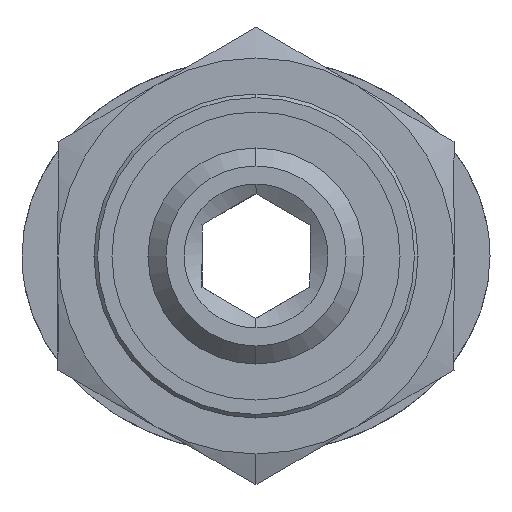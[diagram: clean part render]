
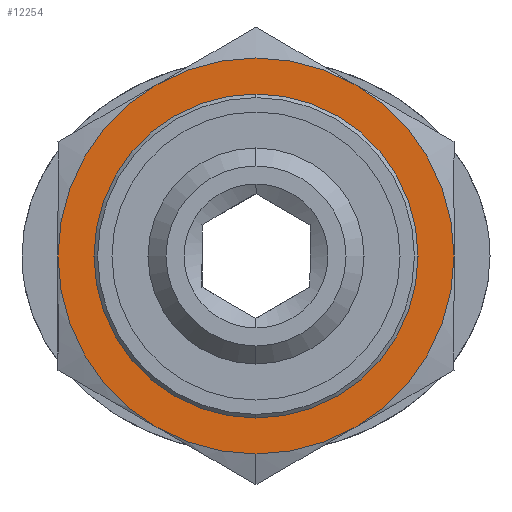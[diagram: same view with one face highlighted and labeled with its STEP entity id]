
A CAD part, left-side view. The second image highlights one B-rep face of the part: STEP entity #12254.
In plain terms, the highlighted planar face has unit normal (-1, 0, 0).
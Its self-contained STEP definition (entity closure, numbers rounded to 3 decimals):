
#179 = VERTEX_POINT ( 'NONE', #8409 ) ;
#513 = EDGE_CURVE ( 'NONE', #9660, #1829, #7733, .T. ) ;
#1128 = EDGE_CURVE ( 'NONE', #8874, #5065, #2469, .T. ) ;
#1233 = CIRCLE ( 'NONE', #8049, 5.5 ) ;
#1251 = EDGE_CURVE ( 'NONE', #4881, #6007, #1233, .T. ) ;
#1294 = DIRECTION ( 'NONE',  ( 0., 0., -1. ) ) ;
#1308 = ORIENTED_EDGE ( 'NONE', *, *, #1251, .F. ) ;
#1703 = CARTESIAN_POINT ( 'NONE',  ( 17.247, 17.287, -0.68 ) ) ;
#1829 = VERTEX_POINT ( 'NONE', #5964 ) ;
#2213 = CARTESIAN_POINT ( 'NONE',  ( 17.247, 17.287, -0.68 ) ) ;
#2303 = AXIS2_PLACEMENT_3D ( 'NONE', #2704, #12043, #13095 ) ;
#2469 = CIRCLE ( 'NONE', #3957, 5.5 ) ;
#2474 = AXIS2_PLACEMENT_3D ( 'NONE', #1703, #10808, #3720 ) ;
#2704 = CARTESIAN_POINT ( 'NONE',  ( 17.247, 17.287, -0.68 ) ) ;
#2930 = AXIS2_PLACEMENT_3D ( 'NONE', #6596, #6511, #11818 ) ;
#2973 = ORIENTED_EDGE ( 'NONE', *, *, #11757, .F. ) ;
#3140 = CARTESIAN_POINT ( 'NONE',  ( 17.247, 17.287, -0.68 ) ) ;
#3269 = DIRECTION ( 'NONE',  ( 1., 0., 0. ) ) ;
#3471 = DIRECTION ( 'NONE',  ( 0., 0., -1. ) ) ;
#3591 = DIRECTION ( 'NONE',  ( 0., 0., -1. ) ) ;
#3599 = FACE_OUTER_BOUND ( 'NONE', #4079, .T. ) ;
#3720 = DIRECTION ( 'NONE',  ( 0., 0., -1. ) ) ;
#3777 = VERTEX_POINT ( 'NONE', #5554 ) ;
#3860 = AXIS2_PLACEMENT_3D ( 'NONE', #2213, #3269, #9300 ) ;
#3957 = AXIS2_PLACEMENT_3D ( 'NONE', #10632, #11586, #1294 ) ;
#4077 = CARTESIAN_POINT ( 'NONE',  ( 17.247, 22.787, -0.68 ) ) ;
#4079 = EDGE_LOOP ( 'NONE', ( #7730, #8977, #1308, #7470, #5644, #7193, #2973 ) ) ;
#4223 = DIRECTION ( 'NONE',  ( 1., 0., 0. ) ) ;
#4278 = EDGE_LOOP ( 'NONE', ( #11129, #8570 ) ) ;
#4438 = EDGE_CURVE ( 'NONE', #3777, #13153, #5132, .T. ) ;
#4463 = CIRCLE ( 'NONE', #3860, 5.5 ) ;
#4524 = CARTESIAN_POINT ( 'NONE',  ( 17.247, 17.287, -0.68 ) ) ;
#4881 = VERTEX_POINT ( 'NONE', #4077 ) ;
#4936 = EDGE_CURVE ( 'NONE', #179, #3777, #4463, .T. ) ;
#5057 = CIRCLE ( 'NONE', #2474, 5.5 ) ;
#5065 = VERTEX_POINT ( 'NONE', #10447 ) ;
#5132 = CIRCLE ( 'NONE', #12027, 5.5 ) ;
#5554 = CARTESIAN_POINT ( 'NONE',  ( 17.247, 17.287, -6.18 ) ) ;
#5644 = ORIENTED_EDGE ( 'NONE', *, *, #4438, .F. ) ;
#5893 = DIRECTION ( 'NONE',  ( 1., 0., 0. ) ) ;
#5904 = CARTESIAN_POINT ( 'NONE',  ( 17.247, 17.287, 3.82 ) ) ;
#5964 = CARTESIAN_POINT ( 'NONE',  ( 17.247, 17.287, -5.18 ) ) ;
#6007 = VERTEX_POINT ( 'NONE', #9986 ) ;
#6511 = DIRECTION ( 'NONE',  ( 1., 0., 0. ) ) ;
#6596 = CARTESIAN_POINT ( 'NONE',  ( 17.247, 17.287, -0.68 ) ) ;
#7193 = ORIENTED_EDGE ( 'NONE', *, *, #4936, .F. ) ;
#7470 = ORIENTED_EDGE ( 'NONE', *, *, #7716, .F. ) ;
#7676 = AXIS2_PLACEMENT_3D ( 'NONE', #9894, #10962, #12025 ) ;
#7716 = EDGE_CURVE ( 'NONE', #13153, #4881, #8812, .T. ) ;
#7730 = ORIENTED_EDGE ( 'NONE', *, *, #1128, .F. ) ;
#7733 = CIRCLE ( 'NONE', #7676, 4.5 ) ;
#8049 = AXIS2_PLACEMENT_3D ( 'NONE', #4524, #8622, #3591 ) ;
#8319 = CARTESIAN_POINT ( 'NONE',  ( 17.247, 14.537, 4.083 ) ) ;
#8409 = CARTESIAN_POINT ( 'NONE',  ( 17.247, 14.537, -5.443 ) ) ;
#8570 = ORIENTED_EDGE ( 'NONE', *, *, #513, .F. ) ;
#8622 = DIRECTION ( 'NONE',  ( 1., 0., 0. ) ) ;
#8812 = CIRCLE ( 'NONE', #12216, 5.5 ) ;
#8874 = VERTEX_POINT ( 'NONE', #8319 ) ;
#8977 = ORIENTED_EDGE ( 'NONE', *, *, #9381, .F. ) ;
#9300 = DIRECTION ( 'NONE',  ( 0., 0., -1. ) ) ;
#9381 = EDGE_CURVE ( 'NONE', #6007, #8874, #12204, .T. ) ;
#9397 = CARTESIAN_POINT ( 'NONE',  ( 17.247, 17.287, 5.629 ) ) ;
#9660 = VERTEX_POINT ( 'NONE', #5904 ) ;
#9894 = CARTESIAN_POINT ( 'NONE',  ( 17.247, 17.287, -0.68 ) ) ;
#9986 = CARTESIAN_POINT ( 'NONE',  ( 17.247, 20.037, 4.083 ) ) ;
#10255 = AXIS2_PLACEMENT_3D ( 'NONE', #9397, #10367, #11439 ) ;
#10367 = DIRECTION ( 'NONE',  ( 1., 0., 0. ) ) ;
#10447 = CARTESIAN_POINT ( 'NONE',  ( 17.247, 11.787, -0.68 ) ) ;
#10496 = PLANE ( 'NONE',  #10255 ) ;
#10632 = CARTESIAN_POINT ( 'NONE',  ( 17.247, 17.287, -0.68 ) ) ;
#10808 = DIRECTION ( 'NONE',  ( 1., 0., 0. ) ) ;
#10962 = DIRECTION ( 'NONE',  ( -1., 0., 0. ) ) ;
#11129 = ORIENTED_EDGE ( 'NONE', *, *, #13172, .F. ) ;
#11248 = DIRECTION ( 'NONE',  ( 0., 0., -1. ) ) ;
#11439 = DIRECTION ( 'NONE',  ( 0., 0., -1. ) ) ;
#11586 = DIRECTION ( 'NONE',  ( 1., 0., 0. ) ) ;
#11757 = EDGE_CURVE ( 'NONE', #5065, #179, #5057, .T. ) ;
#11818 = DIRECTION ( 'NONE',  ( 0., 0., -1. ) ) ;
#11829 = CIRCLE ( 'NONE', #2303, 4.5 ) ;
#12025 = DIRECTION ( 'NONE',  ( 0., 0., -1. ) ) ;
#12027 = AXIS2_PLACEMENT_3D ( 'NONE', #3140, #4223, #3471 ) ;
#12043 = DIRECTION ( 'NONE',  ( -1., 0., 0. ) ) ;
#12126 = CARTESIAN_POINT ( 'NONE',  ( 17.247, 17.287, -0.68 ) ) ;
#12181 = CARTESIAN_POINT ( 'NONE',  ( 17.247, 20.037, -5.443 ) ) ;
#12204 = CIRCLE ( 'NONE', #2930, 5.5 ) ;
#12216 = AXIS2_PLACEMENT_3D ( 'NONE', #12126, #5893, #11248 ) ;
#12254 = ADVANCED_FACE ( 'NONE', ( #12822, #3599 ), #10496, .F. ) ;
#12822 = FACE_BOUND ( 'NONE', #4278, .T. ) ;
#13095 = DIRECTION ( 'NONE',  ( 0., 0., -1. ) ) ;
#13153 = VERTEX_POINT ( 'NONE', #12181 ) ;
#13172 = EDGE_CURVE ( 'NONE', #1829, #9660, #11829, .T. ) ;
